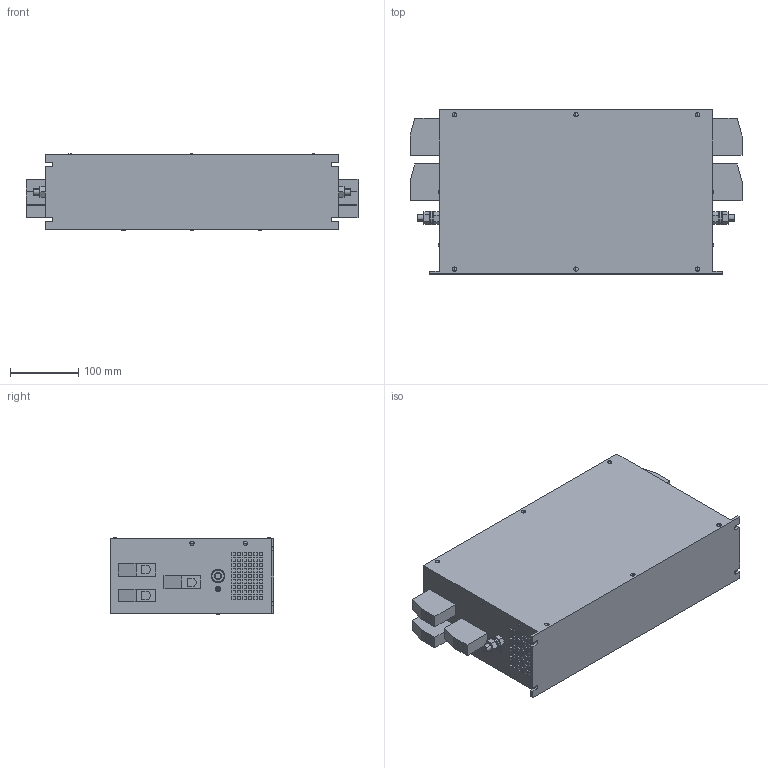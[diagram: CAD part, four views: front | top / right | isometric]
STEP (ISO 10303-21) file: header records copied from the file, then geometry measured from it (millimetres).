
FILE_DESCRIPTION (( 'STEP AP214' ), '1' );
FILE_NAME ('874616.STEP', '2024-05-21T11:01:15', ( '' ), ( '' ), 'SwSTEP 2.0', 'SolidWorks 2022', '' );
FILE_SCHEMA (( 'AUTOMOTIVE_DESIGN' ));
Length unit declared in the file: millimetre
Products named in the file (1): 874616
Bounding box: 486 x 240.05 x 112.74 mm (x, y, z)
Volume: 10818668.6 mm3; surface area: 392133.7 mm2
Topology: 1 solids, 1 shells, 1919 faces, 4610 edges, 3067 vertices
Faces by surface type: plane 1823, cylinder 66, sphere 26, cone 4
Entity records: 54754 total; most frequent: CARTESIAN_POINT 9597, ORIENTED_EDGE 9220, DIRECTION 8658, EDGE_CURVE 4610, VECTOR 4402, LINE 4402, VERTEX_POINT 3067, EDGE_LOOP 2293
